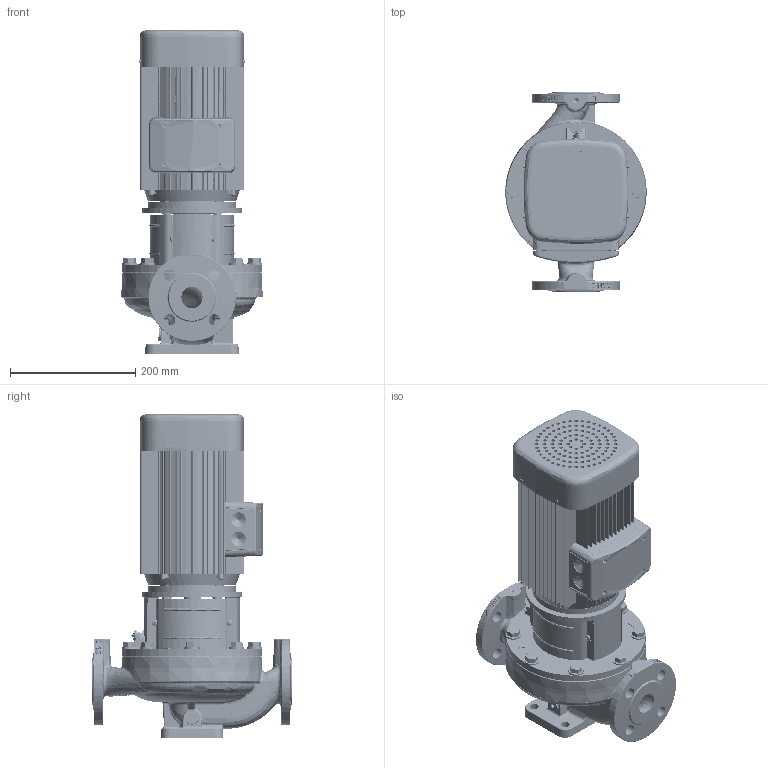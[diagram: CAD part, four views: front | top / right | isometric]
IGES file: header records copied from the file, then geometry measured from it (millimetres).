
Global section: file name: 015P2249 (RV 32-2902); native system: AutoCAD 2021 — Русский (Russian),62HAutod; preprocessor: esk Translation Framework DWG producer (atf_dwg_producer); organization: unknown; date: 20240512.160808; units: millimetre
Bounding box: 226.47 x 320 x 517.3 mm (x, y, z)
Volume: 7093614.4 mm3; surface area: 1079696.8 mm2
Topology: 35 solids, 35 shells, 3668 faces, 51777 edges, 49953 vertices
Faces by surface type: bspline 3259, revolution 409
